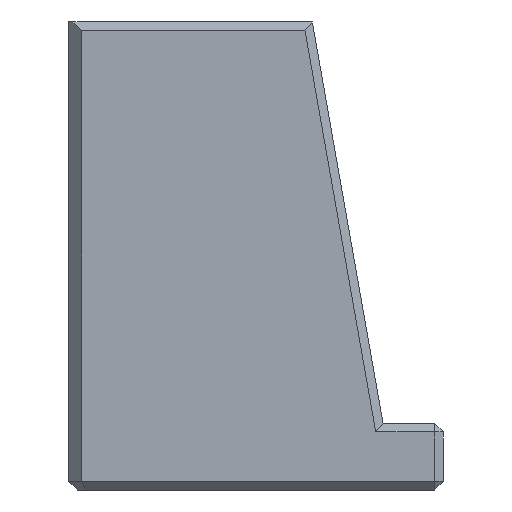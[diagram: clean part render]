
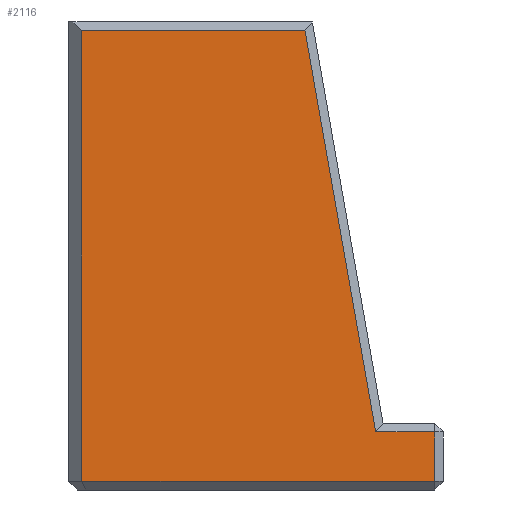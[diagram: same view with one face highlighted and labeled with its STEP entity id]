
A CAD part, left-side view. The second image highlights one B-rep face of the part: STEP entity #2116.
In plain terms, the highlighted planar face has unit normal (-1, 0, 0).
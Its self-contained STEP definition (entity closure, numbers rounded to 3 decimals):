
#63=LINE('',#3055,#317);
#68=LINE('',#3065,#322);
#80=LINE('',#3091,#334);
#83=LINE('',#3095,#337);
#106=LINE('',#3138,#360);
#154=LINE('',#3242,#408);
#317=VECTOR('',#2438,10.);
#322=VECTOR('',#2447,10.);
#334=VECTOR('',#2467,10.);
#337=VECTOR('',#2472,10.);
#360=VECTOR('',#2513,10.);
#408=VECTOR('',#2595,10.);
#599=FACE_OUTER_BOUND('',#739,.T.);
#739=EDGE_LOOP('',(#1538,#1539,#1540,#1541,#1542,#1543));
#904=VERTEX_POINT('',#3052);
#905=VERTEX_POINT('',#3054);
#907=VERTEX_POINT('',#3060);
#908=VERTEX_POINT('',#3064);
#912=VERTEX_POINT('',#3073);
#918=VERTEX_POINT('',#3087);
#1085=EDGE_CURVE('',#904,#905,#63,.T.);
#1090=EDGE_CURVE('',#905,#908,#68,.T.);
#1102=EDGE_CURVE('',#908,#918,#80,.T.);
#1105=EDGE_CURVE('',#918,#912,#83,.T.);
#1128=EDGE_CURVE('',#912,#907,#106,.T.);
#1180=EDGE_CURVE('',#907,#904,#154,.T.);
#1538=ORIENTED_EDGE('',*,*,#1085,.F.);
#1539=ORIENTED_EDGE('',*,*,#1180,.F.);
#1540=ORIENTED_EDGE('',*,*,#1128,.F.);
#1541=ORIENTED_EDGE('',*,*,#1105,.F.);
#1542=ORIENTED_EDGE('',*,*,#1102,.F.);
#1543=ORIENTED_EDGE('',*,*,#1090,.F.);
#2009=PLANE('',#2272);
#2116=ADVANCED_FACE('',(#599),#2009,.T.);
#2272=AXIS2_PLACEMENT_3D('',#3241,#2593,#2594);
#2438=DIRECTION('',(0.,-1.,0.));
#2447=DIRECTION('',(0.,-0.174,-0.985));
#2467=DIRECTION('',(0.,-1.,0.));
#2472=DIRECTION('',(0.,0.,-1.));
#2513=DIRECTION('',(0.,1.,0.));
#2593=DIRECTION('center_axis',(-1.,0.,0.));
#2594=DIRECTION('ref_axis',(0.,-1.,0.));
#2595=DIRECTION('',(0.,0.,1.));
#3052=CARTESIAN_POINT('',(24.264,-12.433,5.5));
#3054=CARTESIAN_POINT('',(24.264,-25.053,5.5));
#3055=CARTESIAN_POINT('',(24.264,-10.625,5.5));
#3060=CARTESIAN_POINT('',(24.264,-12.433,-19.973));
#3064=CARTESIAN_POINT('',(24.264,-29.054,-17.191));
#3065=CARTESIAN_POINT('',(24.264,-27.729,-9.674));
#3073=CARTESIAN_POINT('',(24.264,-32.386,-19.973));
#3087=CARTESIAN_POINT('',(24.264,-32.386,-17.191));
#3091=CARTESIAN_POINT('',(24.264,-17.359,-17.191));
#3095=CARTESIAN_POINT('',(24.264,-32.386,-16.691));
#3138=CARTESIAN_POINT('',(24.264,-17.359,-19.973));
#3241=CARTESIAN_POINT('Origin',(24.264,-12.433,-16.691));
#3242=CARTESIAN_POINT('',(24.264,-12.433,-16.691));
